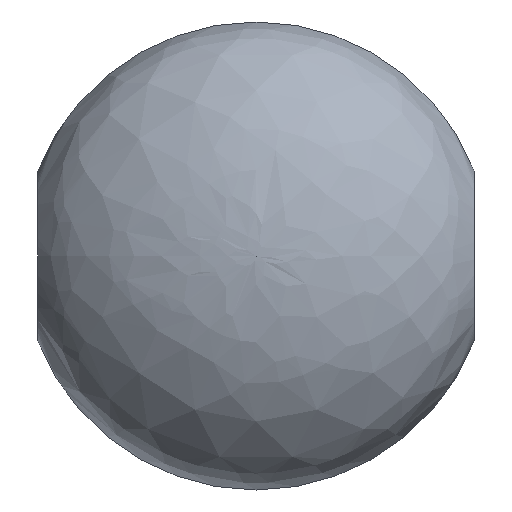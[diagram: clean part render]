
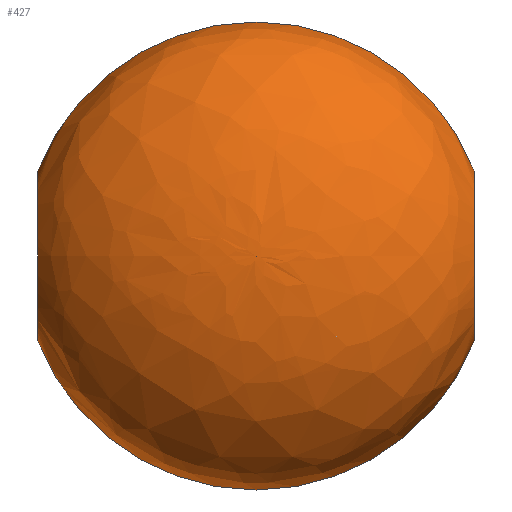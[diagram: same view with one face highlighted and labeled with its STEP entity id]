
A CAD part, front view. The second image highlights one B-rep face of the part: STEP entity #427.
In plain terms, the highlighted free-form (B-spline) face has degree [2, 2] with [3, 9] control points.
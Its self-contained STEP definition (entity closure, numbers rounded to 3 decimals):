
#16=ELLIPSE('',#472,37.5,25.);
#17=(
BOUNDED_SURFACE()
B_SPLINE_SURFACE(2,2,((#2387,#2388,#2389,#2390,#2391,#2392,#2393,#2394,
#2395),(#2396,#2397,#2398,#2399,#2400,#2401,#2402,#2403,#2404),(#2405,#2406,
#2407,#2408,#2409,#2410,#2411,#2412,#2413)),.UNSPECIFIED.,.F.,.T.,.F.)
B_SPLINE_SURFACE_WITH_KNOTS((3,3),(3,2,2,2,3),(0.,1.571),(0.,
1.571,3.142,4.712,6.283),
 .UNSPECIFIED.)
GEOMETRIC_REPRESENTATION_ITEM()
RATIONAL_B_SPLINE_SURFACE(((1.,0.707,1.,0.707,1.,
0.707,1.,0.707,1.),(0.707,0.5,0.707,
0.5,0.707,0.5,0.707,0.5,0.707),(1.,
0.707,1.,0.707,1.,0.707,1.,0.707,
1.)))
REPRESENTATION_ITEM('')
SURFACE()
);
#44=FACE_OUTER_BOUND('',#68,.T.);
#68=EDGE_LOOP('',(#353,#354,#355,#356,#357,#358,#359));
#83=CIRCLE('',#468,37.5);
#84=CIRCLE('',#470,37.5);
#117=B_SPLINE_CURVE_WITH_KNOTS('',3,(#2347,#2348,#2349,#2350,#2351,#2352,
#2353,#2354,#2355,#2356,#2357,#2358,#2359,#2360,#2361,#2362,#2363,#2364,
#2365,#2366,#2367,#2368,#2369,#2370,#2371,#2372,#2373,#2374),
 .UNSPECIFIED.,.F.,.F.,(4,2,2,2,2,2,2,2,2,2,2,2,2,4),(-3.216,
-3.054,-2.881,-2.546,-2.189,
-1.887,-1.732,-1.613,-1.49,
-1.313,-0.947,-0.53,-0.24,
0.),.UNSPECIFIED.);
#118=B_SPLINE_CURVE_WITH_KNOTS('',3,(#2415,#2416,#2417,#2418,#2419,#2420,
#2421,#2422,#2423,#2424,#2425,#2426,#2427,#2428,#2429,#2430),
 .UNSPECIFIED.,.F.,.F.,(4,2,2,2,2,2,2,4),(-3.216,-3.054,
-2.881,-2.546,-2.189,-1.887,
-1.732,-1.628),.UNSPECIFIED.);
#119=B_SPLINE_CURVE_WITH_KNOTS('',3,(#2433,#2434,#2435,#2436,#2437,#2438,
#2439,#2440,#2441,#2442,#2443,#2444,#2445,#2446,#2447,#2448),
 .UNSPECIFIED.,.F.,.F.,(4,2,2,2,2,2,2,4),(-1.628,-1.613,
-1.49,-1.313,-0.947,-0.53,
-0.24,0.),.UNSPECIFIED.);
#192=VERTEX_POINT('',#2341);
#194=VERTEX_POINT('',#2345);
#196=VERTEX_POINT('',#2378);
#197=VERTEX_POINT('',#2382);
#199=VERTEX_POINT('',#2414);
#200=VERTEX_POINT('',#2431);
#252=EDGE_CURVE('',#192,#194,#117,.T.);
#255=EDGE_CURVE('',#194,#196,#83,.T.);
#256=EDGE_CURVE('',#197,#192,#84,.T.);
#259=EDGE_CURVE('',#196,#199,#118,.T.);
#260=EDGE_CURVE('',#199,#200,#16,.T.);
#261=EDGE_CURVE('',#199,#197,#119,.T.);
#353=ORIENTED_EDGE('',*,*,#252,.T.);
#354=ORIENTED_EDGE('',*,*,#255,.T.);
#355=ORIENTED_EDGE('',*,*,#259,.T.);
#356=ORIENTED_EDGE('',*,*,#260,.T.);
#357=ORIENTED_EDGE('',*,*,#260,.F.);
#358=ORIENTED_EDGE('',*,*,#261,.T.);
#359=ORIENTED_EDGE('',*,*,#256,.T.);
#427=ADVANCED_FACE('',(#44),#17,.T.);
#468=AXIS2_PLACEMENT_3D('',#2380,#535,#536);
#470=AXIS2_PLACEMENT_3D('',#2383,#539,#540);
#472=AXIS2_PLACEMENT_3D('',#2432,#544,#545);
#535=DIRECTION('center_axis',(0.,-1.,0.));
#536=DIRECTION('ref_axis',(1.,0.,0.));
#539=DIRECTION('center_axis',(0.,-1.,0.));
#540=DIRECTION('ref_axis',(1.,0.,0.));
#544=DIRECTION('center_axis',(0.,0.,1.));
#545=DIRECTION('ref_axis',(-1.,0.,0.));
#2341=CARTESIAN_POINT('',(35.,-65.,-13.463));
#2345=CARTESIAN_POINT('',(35.,-65.,13.463));
#2347=CARTESIAN_POINT('Ctrl Pts',(35.,-65.,-13.463));
#2348=CARTESIAN_POINT('Ctrl Pts',(35.,-65.547,-13.463));
#2349=CARTESIAN_POINT('Ctrl Pts',(35.,-66.087,-13.388));
#2350=CARTESIAN_POINT('Ctrl Pts',(35.,-67.177,-13.089));
#2351=CARTESIAN_POINT('Ctrl Pts',(35.,-67.714,-12.858));
#2352=CARTESIAN_POINT('Ctrl Pts',(35.,-69.2,-12.002));
#2353=CARTESIAN_POINT('Ctrl Pts',(35.,-70.107,-11.183));
#2354=CARTESIAN_POINT('Ctrl Pts',(35.,-71.741,-9.045));
#2355=CARTESIAN_POINT('Ctrl Pts',(35.,-72.392,-7.781));
#2356=CARTESIAN_POINT('Ctrl Pts',(35.,-73.275,-5.365));
#2357=CARTESIAN_POINT('Ctrl Pts',(35.,-73.563,-4.207));
#2358=CARTESIAN_POINT('Ctrl Pts',(35.,-73.837,-2.437));
#2359=CARTESIAN_POINT('Ctrl Pts',(35.,-73.901,-1.829));
#2360=CARTESIAN_POINT('Ctrl Pts',(35.,-73.966,-0.757));
#2361=CARTESIAN_POINT('Ctrl Pts',(35.,-73.978,-0.293));
#2362=CARTESIAN_POINT('Ctrl Pts',(35.,-73.97,0.652));
#2363=CARTESIAN_POINT('Ctrl Pts',(35.,-73.949,1.135));
#2364=CARTESIAN_POINT('Ctrl Pts',(35.,-73.855,2.304));
#2365=CARTESIAN_POINT('Ctrl Pts',(35.,-73.764,2.992));
#2366=CARTESIAN_POINT('Ctrl Pts',(35.,-73.37,5.077));
#2367=CARTESIAN_POINT('Ctrl Pts',(35.,-72.942,6.468));
#2368=CARTESIAN_POINT('Ctrl Pts',(35.,-71.642,9.232));
#2369=CARTESIAN_POINT('Ctrl Pts',(35.,-70.761,10.48));
#2370=CARTESIAN_POINT('Ctrl Pts',(35.,-69.032,12.093));
#2371=CARTESIAN_POINT('Ctrl Pts',(35.,-68.223,12.642));
#2372=CARTESIAN_POINT('Ctrl Pts',(35.,-66.582,13.302));
#2373=CARTESIAN_POINT('Ctrl Pts',(35.,-65.801,13.463));
#2374=CARTESIAN_POINT('Ctrl Pts',(35.,-65.,13.463));
#2378=CARTESIAN_POINT('',(-35.,-65.,13.463));
#2380=CARTESIAN_POINT('Origin',(0.,-65.,0.));
#2382=CARTESIAN_POINT('',(-35.,-65.,-13.463));
#2383=CARTESIAN_POINT('Origin',(0.,-65.,0.));
#2387=CARTESIAN_POINT('Ctrl Pts',(-37.5,-65.,0.));
#2388=CARTESIAN_POINT('Ctrl Pts',(-37.5,-65.,37.5));
#2389=CARTESIAN_POINT('Ctrl Pts',(0.,-65.,37.5));
#2390=CARTESIAN_POINT('Ctrl Pts',(37.5,-65.,37.5));
#2391=CARTESIAN_POINT('Ctrl Pts',(37.5,-65.,0.));
#2392=CARTESIAN_POINT('Ctrl Pts',(37.5,-65.,-37.5));
#2393=CARTESIAN_POINT('Ctrl Pts',(0.,-65.,-37.5));
#2394=CARTESIAN_POINT('Ctrl Pts',(-37.5,-65.,-37.5));
#2395=CARTESIAN_POINT('Ctrl Pts',(-37.5,-65.,0.));
#2396=CARTESIAN_POINT('Ctrl Pts',(-37.5,-90.,0.));
#2397=CARTESIAN_POINT('Ctrl Pts',(-37.5,-90.,37.5));
#2398=CARTESIAN_POINT('Ctrl Pts',(0.,-90.,37.5));
#2399=CARTESIAN_POINT('Ctrl Pts',(37.5,-90.,37.5));
#2400=CARTESIAN_POINT('Ctrl Pts',(37.5,-90.,0.));
#2401=CARTESIAN_POINT('Ctrl Pts',(37.5,-90.,-37.5));
#2402=CARTESIAN_POINT('Ctrl Pts',(0.,-90.,-37.5));
#2403=CARTESIAN_POINT('Ctrl Pts',(-37.5,-90.,-37.5));
#2404=CARTESIAN_POINT('Ctrl Pts',(-37.5,-90.,0.));
#2405=CARTESIAN_POINT('Ctrl Pts',(0.,-90.,0.));
#2406=CARTESIAN_POINT('Ctrl Pts',(0.,-90.,0.));
#2407=CARTESIAN_POINT('Ctrl Pts',(0.,-90.,0.));
#2408=CARTESIAN_POINT('Ctrl Pts',(0.,-90.,0.));
#2409=CARTESIAN_POINT('Ctrl Pts',(0.,-90.,0.));
#2410=CARTESIAN_POINT('Ctrl Pts',(0.,-90.,0.));
#2411=CARTESIAN_POINT('Ctrl Pts',(0.,-90.,0.));
#2412=CARTESIAN_POINT('Ctrl Pts',(0.,-90.,0.));
#2413=CARTESIAN_POINT('Ctrl Pts',(0.,-90.,0.));
#2414=CARTESIAN_POINT('',(-35.,-73.975,0.));
#2415=CARTESIAN_POINT('Ctrl Pts',(-35.,-65.,13.463));
#2416=CARTESIAN_POINT('Ctrl Pts',(-35.,-65.547,13.463));
#2417=CARTESIAN_POINT('Ctrl Pts',(-35.,-66.087,13.388));
#2418=CARTESIAN_POINT('Ctrl Pts',(-35.,-67.177,13.089));
#2419=CARTESIAN_POINT('Ctrl Pts',(-35.,-67.714,12.858));
#2420=CARTESIAN_POINT('Ctrl Pts',(-35.,-69.2,12.002));
#2421=CARTESIAN_POINT('Ctrl Pts',(-35.,-70.107,11.183));
#2422=CARTESIAN_POINT('Ctrl Pts',(-35.,-71.741,9.045));
#2423=CARTESIAN_POINT('Ctrl Pts',(-35.,-72.392,7.781));
#2424=CARTESIAN_POINT('Ctrl Pts',(-35.,-73.275,5.365));
#2425=CARTESIAN_POINT('Ctrl Pts',(-35.,-73.563,4.207));
#2426=CARTESIAN_POINT('Ctrl Pts',(-35.,-73.837,2.437));
#2427=CARTESIAN_POINT('Ctrl Pts',(-35.,-73.901,1.829));
#2428=CARTESIAN_POINT('Ctrl Pts',(-35.,-73.963,0.814));
#2429=CARTESIAN_POINT('Ctrl Pts',(-35.,-73.975,0.407));
#2430=CARTESIAN_POINT('Ctrl Pts',(-35.,-73.975,0.));
#2431=CARTESIAN_POINT('',(0.,-90.,0.));
#2432=CARTESIAN_POINT('Origin',(0.,-65.,0.));
#2433=CARTESIAN_POINT('Ctrl Pts',(-35.,-73.975,0.));
#2434=CARTESIAN_POINT('Ctrl Pts',(-35.,-73.975,-0.057));
#2435=CARTESIAN_POINT('Ctrl Pts',(-35.,-73.975,-0.114));
#2436=CARTESIAN_POINT('Ctrl Pts',(-35.,-73.97,-0.652));
#2437=CARTESIAN_POINT('Ctrl Pts',(-35.,-73.949,-1.135));
#2438=CARTESIAN_POINT('Ctrl Pts',(-35.,-73.855,-2.304));
#2439=CARTESIAN_POINT('Ctrl Pts',(-35.,-73.764,-2.992));
#2440=CARTESIAN_POINT('Ctrl Pts',(-35.,-73.37,-5.077));
#2441=CARTESIAN_POINT('Ctrl Pts',(-35.,-72.942,-6.468));
#2442=CARTESIAN_POINT('Ctrl Pts',(-35.,-71.642,-9.232));
#2443=CARTESIAN_POINT('Ctrl Pts',(-35.,-70.761,-10.48));
#2444=CARTESIAN_POINT('Ctrl Pts',(-35.,-69.032,-12.093));
#2445=CARTESIAN_POINT('Ctrl Pts',(-35.,-68.223,-12.642));
#2446=CARTESIAN_POINT('Ctrl Pts',(-35.,-66.582,-13.302));
#2447=CARTESIAN_POINT('Ctrl Pts',(-35.,-65.801,-13.463));
#2448=CARTESIAN_POINT('Ctrl Pts',(-35.,-65.,-13.463));
